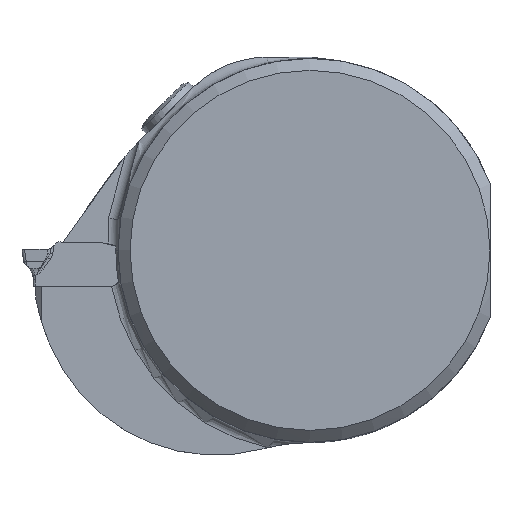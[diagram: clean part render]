
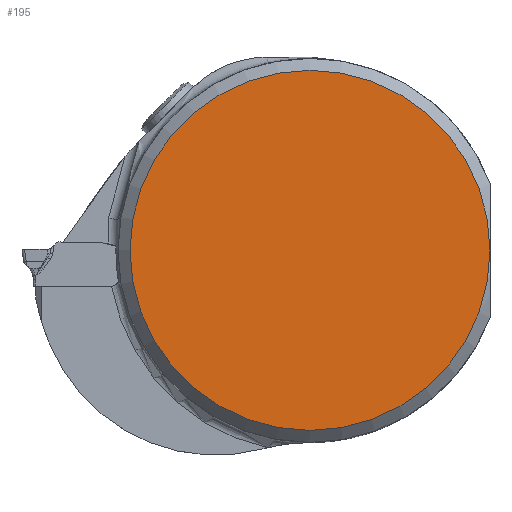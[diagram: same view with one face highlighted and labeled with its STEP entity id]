
A CAD part, top view. The second image highlights one B-rep face of the part: STEP entity #195.
In plain terms, the highlighted planar face has unit normal (0, 0, 1).
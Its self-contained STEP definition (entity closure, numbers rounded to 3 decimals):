
#195=ADVANCED_FACE('',(#391),#329,.F.);
#329=PLANE('',#2625);
#391=FACE_OUTER_BOUND('',#525,.T.);
#525=EDGE_LOOP('',(#922));
#810=CIRCLE('',#2622,15.);
#922=ORIENTED_EDGE('',*,*,#1880,.T.);
#1639=VERTEX_POINT('',#3584);
#1880=EDGE_CURVE('',#1639,#1639,#810,.T.);
#2622=AXIS2_PLACEMENT_3D('',#3585,#2897,#2898);
#2625=AXIS2_PLACEMENT_3D('',#3631,#2903,#2904);
#2897=DIRECTION('',(0.,0.,1.));
#2898=DIRECTION('',(-1.,0.,0.));
#2903=DIRECTION('',(0.,0.,-1.));
#2904=DIRECTION('',(-1.,0.,0.));
#3584=CARTESIAN_POINT('',(15.,0.,0.325));
#3585=CARTESIAN_POINT('',(0.,0.,0.325));
#3631=CARTESIAN_POINT('',(0.,0.,0.325));
